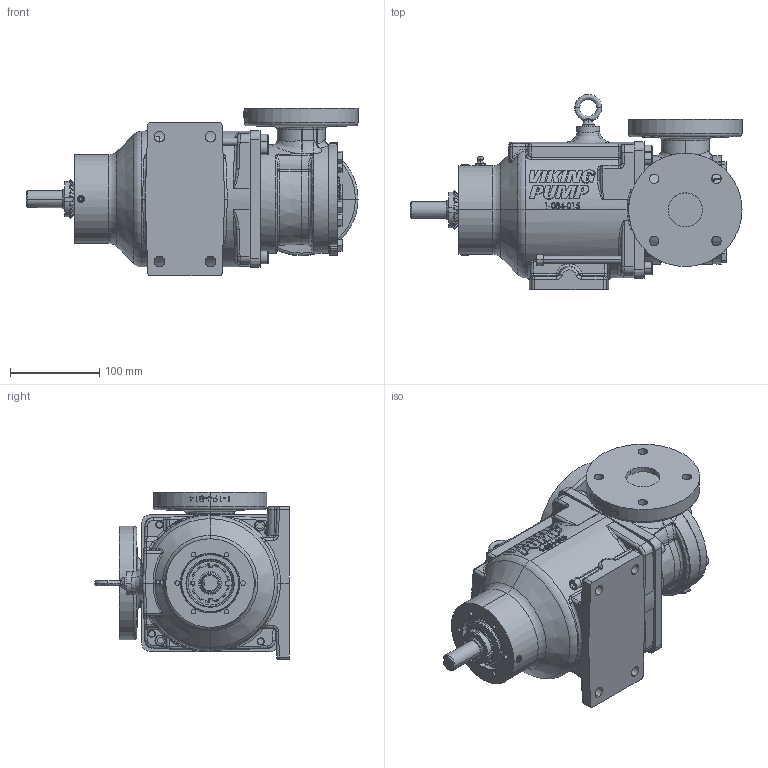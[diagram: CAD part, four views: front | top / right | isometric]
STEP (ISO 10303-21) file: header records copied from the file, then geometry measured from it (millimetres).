
FILE_DESCRIPTION (( 'STEP AP214' ), '1' );
FILE_NAME ('HL8123A.STEP', '2017-10-09T16:40:13', ( '' ), ( '' ), 'SwSTEP 2.0', 'SolidWorks 2017', '' );
FILE_SCHEMA (( 'AUTOMOTIVE_DESIGN' ));
Length unit declared in the file: inch
Products named in the file (2): HL8123A
Bounding box: 371.76 x 218.34 x 187.32 mm (x, y, z)
Volume: 5153796.2 mm3; surface area: 293892.1 mm2
Topology: 1 solids, 1 shells, 1402 faces, 3454 edges, 2145 vertices
Faces by surface type: plane 459, bspline 372, cylinder 265, cone 194, torus 88, sphere 24
Entity records: 117330 total; most frequent: CARTESIAN_POINT 79824, ORIENTED_EDGE 6856, DIRECTION 5170, EDGE_CURVE 3428, VERTEX_POINT 2142, AXIS2_PLACEMENT_3D 1951, EDGE_LOOP 1544, ADVANCED_FACE 1402
